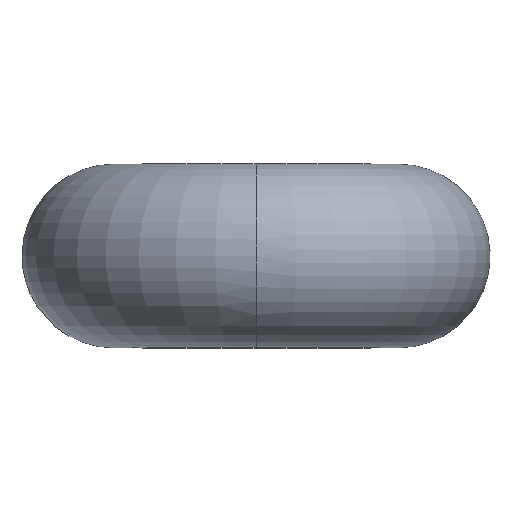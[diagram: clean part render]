
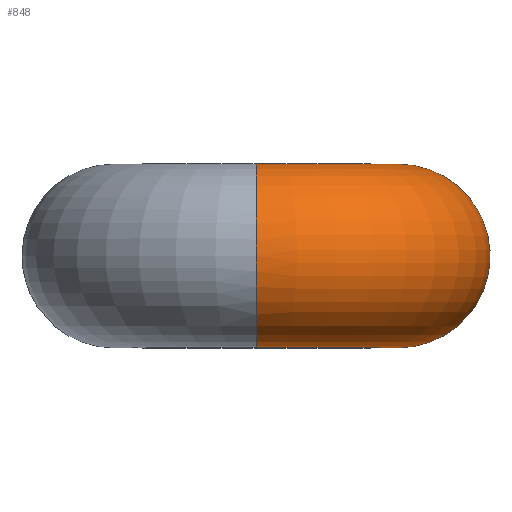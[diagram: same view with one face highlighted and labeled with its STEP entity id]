
A CAD part, top view. The second image highlights one B-rep face of the part: STEP entity #848.
In plain terms, the highlighted toroidal (fillet/blend) face has major radius 2.4 mm and minor radius 1.55 mm.
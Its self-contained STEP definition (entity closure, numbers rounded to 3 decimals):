
#207=CARTESIAN_POINT('',(0.0,-1.55,7.35));
#208=VERTEX_POINT('',#207);
#209=CARTESIAN_POINT('',(0.0,1.55,7.35));
#210=VERTEX_POINT('',#209);
#211=CARTESIAN_POINT('',(0.0,0.,7.35));
#212=DIRECTION('',(1.0,0.0,0.0));
#213=DIRECTION('',(0.0,0.0,-1.0));
#214=AXIS2_PLACEMENT_3D('',#211,#212,#213);
#215=CIRCLE('',#214,1.55);
#216=EDGE_CURVE('',#208,#210,#215,.T.);
#218=CARTESIAN_POINT('',(0.,-1.55,12.15));
#219=VERTEX_POINT('',#218);
#227=CARTESIAN_POINT('',(0.,1.55,12.15));
#228=VERTEX_POINT('',#227);
#229=CARTESIAN_POINT('',(0.,0.,12.15));
#230=DIRECTION('',(-1.0,0.0,0.0));
#231=DIRECTION('',(0.0,0.0,1.0));
#232=AXIS2_PLACEMENT_3D('',#229,#230,#231);
#233=CIRCLE('',#232,1.55);
#234=EDGE_CURVE('',#219,#228,#233,.T.);
#706=CARTESIAN_POINT('',(3.496,0.,7.911));
#707=VERTEX_POINT('',#706);
#748=CARTESIAN_POINT('',(3.496,0.,7.911));
#749=CARTESIAN_POINT('',(3.496,-0.122,7.911));
#750=CARTESIAN_POINT('',(3.47,-0.246,7.894));
#751=CARTESIAN_POINT('',(3.373,-0.467,7.827));
#752=CARTESIAN_POINT('',(3.302,-0.568,7.777));
#753=CARTESIAN_POINT('',(3.123,-0.743,7.646));
#754=CARTESIAN_POINT('',(3.009,-0.816,7.559));
#755=CARTESIAN_POINT('',(2.797,-0.907,7.389));
#756=CARTESIAN_POINT('',(2.699,-0.935,7.309));
#757=CARTESIAN_POINT('',(2.566,-0.958,7.199));
#758=CARTESIAN_POINT('',(2.532,-0.963,7.17));
#759=CARTESIAN_POINT('',(2.361,-0.982,7.028));
#760=CARTESIAN_POINT('',(2.223,-0.98,6.911));
#761=CARTESIAN_POINT('',(1.982,-0.949,6.711));
#762=CARTESIAN_POINT('',(1.878,-0.927,6.626));
#763=CARTESIAN_POINT('',(1.651,-0.856,6.442));
#764=CARTESIAN_POINT('',(1.53,-0.803,6.347));
#765=CARTESIAN_POINT('',(1.367,-0.7,6.222));
#766=CARTESIAN_POINT('',(1.317,-0.664,6.184));
#767=CARTESIAN_POINT('',(1.195,-0.56,6.092));
#768=CARTESIAN_POINT('',(1.129,-0.485,6.043));
#769=CARTESIAN_POINT('',(1.023,-0.317,5.966));
#770=CARTESIAN_POINT('',(0.986,-0.225,5.939));
#771=CARTESIAN_POINT('',(0.948,-0.018,5.912));
#772=CARTESIAN_POINT('',(0.954,0.095,5.916));
#773=CARTESIAN_POINT('',(1.013,0.296,5.958));
#774=CARTESIAN_POINT('',(1.059,0.384,5.992));
#775=CARTESIAN_POINT('',(1.198,0.569,6.094));
#776=CARTESIAN_POINT('',(1.299,0.657,6.17));
#777=CARTESIAN_POINT('',(1.479,0.771,6.308));
#778=CARTESIAN_POINT('',(1.55,0.808,6.364));
#779=CARTESIAN_POINT('',(1.678,0.862,6.465));
#780=CARTESIAN_POINT('',(1.734,0.882,6.51));
#781=CARTESIAN_POINT('',(1.913,0.936,6.654));
#782=CARTESIAN_POINT('',(2.038,0.96,6.758));
#783=CARTESIAN_POINT('',(2.281,0.981,6.96));
#784=CARTESIAN_POINT('',(2.399,0.979,7.059));
#785=CARTESIAN_POINT('',(2.61,0.954,7.235));
#786=CARTESIAN_POINT('',(2.704,0.933,7.313));
#787=CARTESIAN_POINT('',(2.908,0.865,7.478));
#788=CARTESIAN_POINT('',(3.014,0.812,7.562));
#789=CARTESIAN_POINT('',(3.165,0.702,7.676));
#790=CARTESIAN_POINT('',(3.216,0.655,7.714));
#791=CARTESIAN_POINT('',(3.319,0.54,7.789));
#792=CARTESIAN_POINT('',(3.369,0.467,7.824));
#793=CARTESIAN_POINT('',(3.443,0.314,7.875));
#794=CARTESIAN_POINT('',(3.468,0.235,7.892));
#795=CARTESIAN_POINT('',(3.491,0.103,7.908));
#796=CARTESIAN_POINT('',(3.496,0.051,7.911));
#797=CARTESIAN_POINT('',(3.496,0.,7.911));
#798=B_SPLINE_CURVE_WITH_KNOTS('',3,(#748,#749,#750,#751,#752,#753,#754,#755,#756,#757,#758,#759,#760,#761,#762,#763,#764,#765,#766,#767,#768,#769,#770,#771,#772,#773,#774,#775,#776,#777,#778,#779,#780,#781,#782,#783,#784,#785,#786,#787,#788,#789,#790,#791,#792,#793,#794,#795,#796,#797),.UNSPECIFIED.,.T.,.U.,(4,2,2,2,2,2,2,2,2,2,2,2,2,2,2,2,2,2,2,2,2,2,2,2,4),(-5.773,-5.469,-5.174,-4.853,-4.612,-4.528,-4.2,-3.945,-3.628,-3.48,-3.236,-2.993,-2.719,-2.476,-2.152,-1.959,-1.816,-1.511,-1.231,-1.,-0.714,-0.546,-0.332,-0.128,0.0),.UNSPECIFIED.);
#799=EDGE_CURVE('',#707,#707,#798,.T.);
#804=CARTESIAN_POINT('',(0.0,0.,9.75));
#805=DIRECTION('',(0.0,-1.0,0.));
#806=DIRECTION('',(0.0,0.0,-1.0));
#807=AXIS2_PLACEMENT_3D('',#804,#805,#806);
#808=TOROIDAL_SURFACE('',#807,2.4,1.55);
#809=ORIENTED_EDGE('',*,*,#216,.T.);
#810=CARTESIAN_POINT('',(2.4,1.55,9.75));
#811=VERTEX_POINT('',#810);
#812=CARTESIAN_POINT('',(0.0,1.55,9.75));
#813=DIRECTION('',(0.0,-1.0,0.0));
#814=DIRECTION('',(-1.0,0.0,0.0));
#815=AXIS2_PLACEMENT_3D('',#812,#813,#814);
#816=CIRCLE('',#815,2.4);
#817=EDGE_CURVE('',#210,#811,#816,.T.);
#818=ORIENTED_EDGE('',*,*,#817,.T.);
#819=CARTESIAN_POINT('',(0.0,1.55,9.75));
#820=DIRECTION('',(0.0,-1.0,0.0));
#821=DIRECTION('',(-1.0,0.0,0.0));
#822=AXIS2_PLACEMENT_3D('',#819,#820,#821);
#823=CIRCLE('',#822,2.4);
#824=EDGE_CURVE('',#811,#228,#823,.T.);
#825=ORIENTED_EDGE('',*,*,#824,.T.);
#826=ORIENTED_EDGE('',*,*,#234,.F.);
#827=CARTESIAN_POINT('',(2.4,-1.55,9.75));
#828=VERTEX_POINT('',#827);
#829=CARTESIAN_POINT('',(0.0,-1.55,9.75));
#830=DIRECTION('',(0.0,1.0,0.0));
#831=DIRECTION('',(-1.0,0.0,0.0));
#832=AXIS2_PLACEMENT_3D('',#829,#830,#831);
#833=CIRCLE('',#832,2.4);
#834=EDGE_CURVE('',#219,#828,#833,.T.);
#835=ORIENTED_EDGE('',*,*,#834,.T.);
#836=CARTESIAN_POINT('',(0.0,-1.55,9.75));
#837=DIRECTION('',(0.0,1.0,0.0));
#838=DIRECTION('',(-1.0,0.0,0.0));
#839=AXIS2_PLACEMENT_3D('',#836,#837,#838);
#840=CIRCLE('',#839,2.4);
#841=EDGE_CURVE('',#828,#208,#840,.T.);
#842=ORIENTED_EDGE('',*,*,#841,.T.);
#843=EDGE_LOOP('',(#809,#818,#825,#826,#835,#842));
#844=FACE_OUTER_BOUND('',#843,.T.);
#845=ORIENTED_EDGE('',*,*,#799,.F.);
#846=EDGE_LOOP('',(#845));
#847=FACE_BOUND('',#846,.T.);
#848=ADVANCED_FACE('',(#844,#847),#808,.T.);
